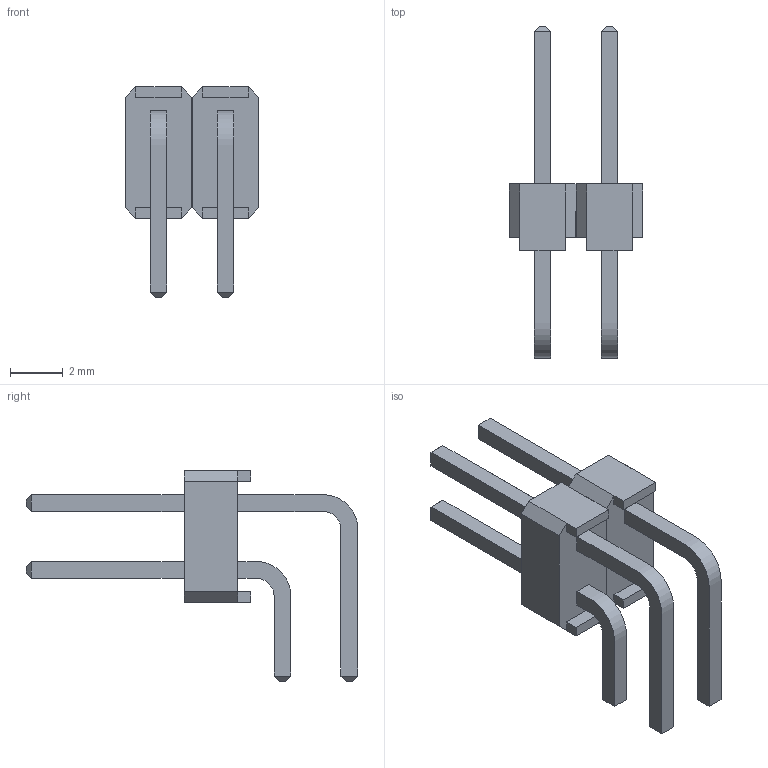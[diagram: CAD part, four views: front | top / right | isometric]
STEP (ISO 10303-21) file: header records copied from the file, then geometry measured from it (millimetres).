
FILE_DESCRIPTION (( 'STEP AP214' ), '1' );
FILE_NAME ('BG085-04-X-0600-300-0120.STEP', '2021-08-02T17:28:01', ( '' ), ( '' ), 'SwSTEP 2.0', 'SolidWorks 2020', '' );
FILE_SCHEMA (( 'AUTOMOTIVE_DESIGN' ));
Length unit declared in the file: millimetre
Products named in the file (1): BG085-04-X-0600-300-0120
Bounding box: 5.08 x 12.6 x 8 mm (x, y, z)
Volume: 74.6 mm3; surface area: 256.6 mm2
Topology: 2 solids, 2 shells, 108 faces, 280 edges, 184 vertices
Faces by surface type: plane 92, bspline 16
Entity records: 5363 total; most frequent: CARTESIAN_POINT 1533, ORIENTED_EDGE 560, DIRECTION 474, EDGE_CURVE 280, VECTOR 256, LINE 256, VERTEX_POINT 184, EDGE_LOOP 116
